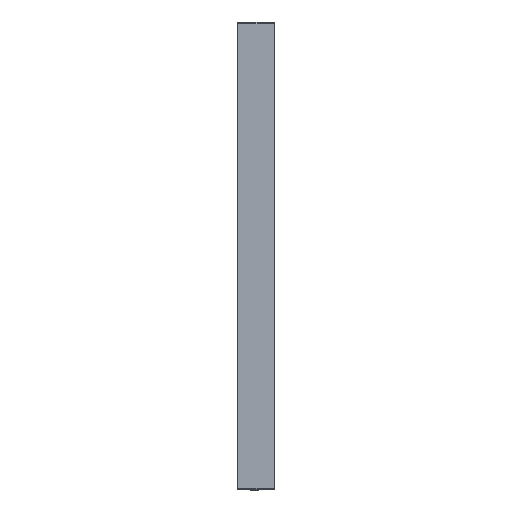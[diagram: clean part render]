
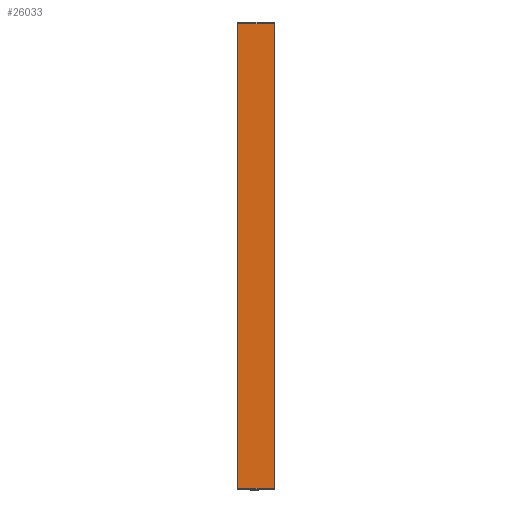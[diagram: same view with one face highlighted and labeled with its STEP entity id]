
A CAD part, left-side view. The second image highlights one B-rep face of the part: STEP entity #26033.
In plain terms, the highlighted planar face has unit normal (-1, 0, 0).
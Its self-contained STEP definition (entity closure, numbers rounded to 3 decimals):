
#327 = LINE ( 'NONE', #7648, #11933 ) ;
#484 = LINE ( 'NONE', #28136, #7209 ) ;
#921 = CARTESIAN_POINT ( 'NONE',  ( 0., 4., 0. ) ) ;
#925 = EDGE_CURVE ( 'NONE', #24636, #13660, #484, .T. ) ;
#1023 = ORIENTED_EDGE ( 'NONE', *, *, #3940, .F. ) ;
#1817 = EDGE_LOOP ( 'NONE', ( #18033, #19373, #1023, #5461 ) ) ;
#3757 = DIRECTION ( 'NONE',  ( 1., 0., 0. ) ) ;
#3920 = DIRECTION ( 'NONE',  ( 0., 0., -1. ) ) ;
#3940 = EDGE_CURVE ( 'NONE', #24868, #13660, #6900, .T. ) ;
#4540 = CARTESIAN_POINT ( 'NONE',  ( 0., -5.5, -121.8 ) ) ;
#4996 = DIRECTION ( 'NONE',  ( 0., 1., 0. ) ) ;
#5461 = ORIENTED_EDGE ( 'NONE', *, *, #17292, .T. ) ;
#6900 = LINE ( 'NONE', #27225, #15414 ) ;
#7209 = VECTOR ( 'NONE', #15153, 1000. ) ;
#7432 = CARTESIAN_POINT ( 'NONE',  ( 0., -5.5, -0.5 ) ) ;
#7648 = CARTESIAN_POINT ( 'NONE',  ( 0., 4., 0. ) ) ;
#11933 = VECTOR ( 'NONE', #30661, 1000. ) ;
#13660 = VERTEX_POINT ( 'NONE', #4540 ) ;
#15153 = DIRECTION ( 'NONE',  ( 0., -1., 0. ) ) ;
#15414 = VECTOR ( 'NONE', #27880, 1000. ) ;
#17292 = EDGE_CURVE ( 'NONE', #24868, #17376, #30989, .T. ) ;
#17376 = VERTEX_POINT ( 'NONE', #19252 ) ;
#17654 = CARTESIAN_POINT ( 'NONE',  ( 0., 4., -0.5 ) ) ;
#18033 = ORIENTED_EDGE ( 'NONE', *, *, #27080, .F. ) ;
#19252 = CARTESIAN_POINT ( 'NONE',  ( 0., 4., -0.5 ) ) ;
#19373 = ORIENTED_EDGE ( 'NONE', *, *, #925, .T. ) ;
#21259 = PLANE ( 'NONE',  #21443 ) ;
#21443 = AXIS2_PLACEMENT_3D ( 'NONE', #921, #3757, #3920 ) ;
#24636 = VERTEX_POINT ( 'NONE', #31807 ) ;
#24868 = VERTEX_POINT ( 'NONE', #7432 ) ;
#26033 = ADVANCED_FACE ( 'NONE', ( #26913 ), #21259, .F. ) ;
#26913 = FACE_OUTER_BOUND ( 'NONE', #1817, .T. ) ;
#27080 = EDGE_CURVE ( 'NONE', #24636, #17376, #327, .T. ) ;
#27225 = CARTESIAN_POINT ( 'NONE',  ( 0., -5.5, 0. ) ) ;
#27880 = DIRECTION ( 'NONE',  ( 0., 0., -1. ) ) ;
#28136 = CARTESIAN_POINT ( 'NONE',  ( 0., 4., -121.8 ) ) ;
#29763 = VECTOR ( 'NONE', #4996, 1000. ) ;
#30661 = DIRECTION ( 'NONE',  ( 0., 0., 1. ) ) ;
#30989 = LINE ( 'NONE', #17654, #29763 ) ;
#31807 = CARTESIAN_POINT ( 'NONE',  ( 0., 4., -121.8 ) ) ;
